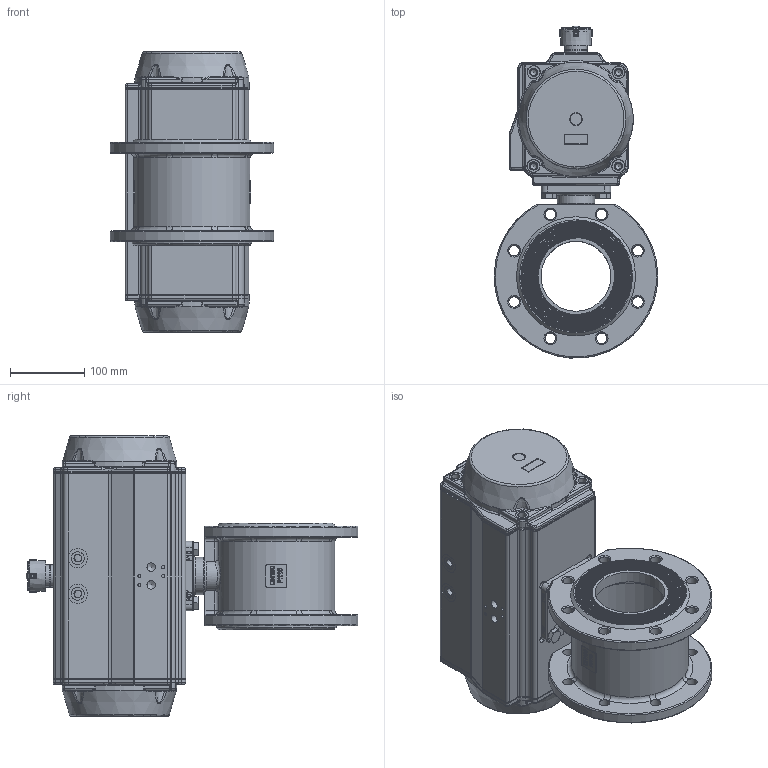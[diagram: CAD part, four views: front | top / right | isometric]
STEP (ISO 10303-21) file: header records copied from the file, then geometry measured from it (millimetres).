
FILE_DESCRIPTION(/* description */ ('Unknown'),/* implementation_level */ '2;1');
FILE_NAME(/* name */ 'PE08 0939-12',/* time_stamp */ '2025-03-20T09:44:28+01:00',/* author */ ('Unknown'),/* organization */ ('Unknown'),/* preprocessor_version */ 'ST-DEVELOPER v19.4',/* originating_system */ 'Solid Edge',/* authorisation */ 'Unknown');
FILE_SCHEMA (('AUTOMOTIVE_DESIGN {1 0 10303 214 3 1 1}'));
Products named in the file (18): PE08 0939-12; 939-12_(8M.460.100); Stem; Paking RING; Body; Nut Stopper; Cap; PD09_PE08; VTE140埴詰; vt140-2016-06-25; vt140左端盖（模具厂）_MIR; huosai140; VT140-03-C 陔粣; Optische Anzeige; ______; ________(___________; cup head nib bolts with large head gb_GB_FASTENER_BOLT_CHNBW M6X25-N; DIN 933 M10x25 A2-70 BLK_EDST
Assembly tree (24 placements, depth 4):
  PE08 0939-12
    939-12_(8M.460.100)
      Stem
      Paking RING
      Body
      Nut Stopper
      Cap
    PD09_PE08
      VTE140埴詰
      vt140-2016-06-25
      vt140左端盖（模具厂）_MIR
      huosai140  x2
      VT140-03-C 陔粣
      Optische Anzeige
        ______
        ________(___________  x4
        cup head nib bolts with large head gb_GB_FASTENER_BOLT_CHNBW M6X25-N
    DIN 933 M10x25 A2-70 BLK_EDST  x4
Bounding box: 219.81 x 446.11 x 377 mm (x, y, z)
Volume: 6129861.7 mm3; surface area: 1173368.3 mm2
Topology: 22 solids, 22 shells, 3269 faces, 8171 edges, 5084 vertices
Faces by surface type: plane 1083, cylinder 854, bspline 726, torus 327, cone 263, sphere 16
Full cylindrical faces by diameter (mm): 3 x16, 3.3 x8, 4.134 x8, 4.66 x1, 5 x1, 6 x2, 6.2 x1, 8 x5, 8.376 x12, 10 x4, 10.106 x6, 11.445 x2, 14.2 x16, 17 x8, 17.5 x2, 18.3 x1, 22 x3, 22.1 x1, 22.2 x1, 24.9 x1, 26 x3, 26.4 x1, 27.6 x1, 28 x2, 28.1 x1, 29 x1, 30 x5, 38.5 x1, 40 x1, 41 x1
Entity records: 140367 total; most frequent: CARTESIAN_POINT 82113, ORIENTED_EDGE 12780, DIRECTION 10194, EDGE_CURVE 6390, VERTEX_POINT 4162, AXIS2_PLACEMENT_3D 3861, FACE_BOUND 3232, EDGE_LOOP 3210
